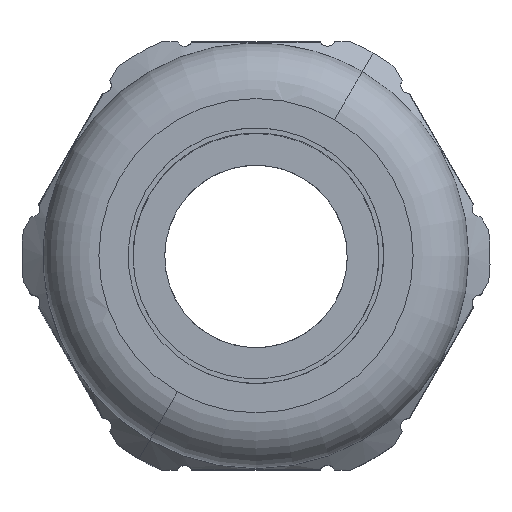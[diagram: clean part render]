
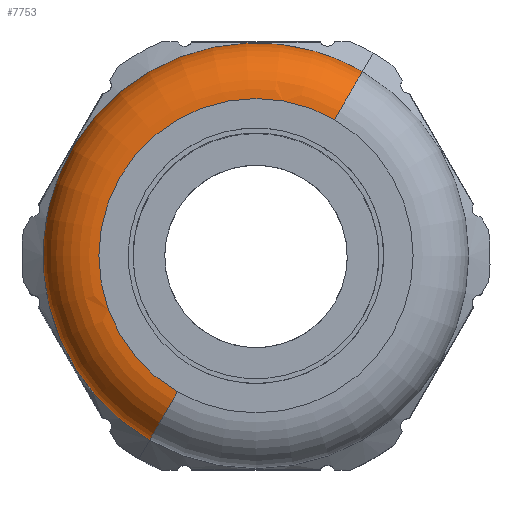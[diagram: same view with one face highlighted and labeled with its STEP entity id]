
A CAD part, top view. The second image highlights one B-rep face of the part: STEP entity #7753.
In plain terms, the highlighted toroidal (fillet/blend) face has major radius 9.9 mm and minor radius 3.5 mm.
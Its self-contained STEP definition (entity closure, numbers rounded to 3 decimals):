
#7726=AXIS2_PLACEMENT_3D('Torus Axis2P3D',#7723,#7724,#7725) ;
#7730=AXIS2_PLACEMENT_3D('Circle Axis2P3D',#7728,#7729,$) ;
#7737=AXIS2_PLACEMENT_3D('Circle Axis2P3D',#7735,#7736,$) ;
#7744=AXIS2_PLACEMENT_3D('Circle Axis2P3D',#7742,#7743,$) ;
#5792=CARTESIAN_POINT('Vertex',(8.05,1.895,24.466)) ;
#5796=CARTESIAN_POINT('Control Point',(8.05,1.895,24.466)) ;
#5797=CARTESIAN_POINT('Control Point',(6.227,2.948,24.466)) ;
#5798=CARTESIAN_POINT('Control Point',(4.611,4.358,24.466)) ;
#5799=CARTESIAN_POINT('Control Point',(3.295,6.073,24.466)) ;
#5800=CARTESIAN_POINT('Control Point',(1.407,9.925,24.466)) ;
#5801=CARTESIAN_POINT('Control Point',(1.116,14.205,24.466)) ;
#5802=CARTESIAN_POINT('Control Point',(1.398,16.348,24.466)) ;
#5803=CARTESIAN_POINT('Control Point',(2.787,20.407,24.466)) ;
#5804=CARTESIAN_POINT('Control Point',(5.608,23.639,24.466)) ;
#5805=CARTESIAN_POINT('Control Point',(7.323,24.955,24.466)) ;
#5806=CARTESIAN_POINT('Control Point',(11.175,26.843,24.466)) ;
#5807=CARTESIAN_POINT('Control Point',(15.455,27.134,24.466)) ;
#5808=CARTESIAN_POINT('Control Point',(17.598,26.852,24.466)) ;
#5809=CARTESIAN_POINT('Control Point',(19.627,26.157,24.466)) ;
#5810=CARTESIAN_POINT('Control Point',(21.45,25.105,24.466)) ;
#5811=CARTESIAN_POINT('Vertex',(21.45,25.105,24.466)) ;
#7723=CARTESIAN_POINT('Axis2P3D Location',(14.75,13.5,24.466)) ;
#7728=CARTESIAN_POINT('Axis2P3D Location',(9.8,4.926,24.466)) ;
#7732=CARTESIAN_POINT('Vertex',(9.8,4.926,27.966)) ;
#7735=CARTESIAN_POINT('Axis2P3D Location',(14.75,13.5,27.966)) ;
#7739=CARTESIAN_POINT('Vertex',(19.7,22.074,27.966)) ;
#7742=CARTESIAN_POINT('Axis2P3D Location',(19.7,22.074,24.466)) ;
#7724=DIRECTION('Axis2P3D Direction',(0.,-0.,-1.)) ;
#7725=DIRECTION('Axis2P3D XDirection',(-0.5,-0.866,0.)) ;
#7729=DIRECTION('Axis2P3D Direction',(0.866,-0.5,0.)) ;
#7736=DIRECTION('Axis2P3D Direction',(0.,0.,-1.)) ;
#7743=DIRECTION('Axis2P3D Direction',(-0.866,0.5,-0.)) ;
#7748=ORIENTED_EDGE('',*,*,#7734,.F.) ;
#7749=ORIENTED_EDGE('',*,*,#7741,.T.) ;
#7750=ORIENTED_EDGE('',*,*,#7746,.F.) ;
#7751=ORIENTED_EDGE('',*,*,#5813,.F.) ;
#7753=ADVANCED_FACE('Hauptkoerper',(#7752),#7727,.T.) ;
#5795=B_SPLINE_CURVE_WITH_KNOTS('',5,(#5796,#5797,#5798,#5799,#5800,#5801,#5802,#5803,#5804,#5805,#5806,#5807,#5808,#5809,#5810),.UNSPECIFIED.,.F.,.U.,(6,3,3,3,6),(-21.049,-10.524,0.,10.524,21.049),.UNSPECIFIED.) ;
#7731=CIRCLE('generated circle',#7730,3.5) ;
#7738=CIRCLE('generated circle',#7737,9.9) ;
#7745=CIRCLE('generated circle',#7744,3.5) ;
#7727=TOROIDAL_SURFACE('homeo Torus',#7726,9.9,3.5) ;
#5813=EDGE_CURVE('',#5793,#5812,#5795,.T.) ;
#7734=EDGE_CURVE('',#7733,#5793,#7731,.T.) ;
#7741=EDGE_CURVE('',#7733,#7740,#7738,.T.) ;
#7746=EDGE_CURVE('',#5812,#7740,#7745,.F.) ;
#7747=EDGE_LOOP('',(#7748,#7749,#7750,#7751)) ;
#7752=FACE_OUTER_BOUND('',#7747,.T.) ;
#5793=VERTEX_POINT('',#5792) ;
#5812=VERTEX_POINT('',#5811) ;
#7733=VERTEX_POINT('',#7732) ;
#7740=VERTEX_POINT('',#7739) ;
